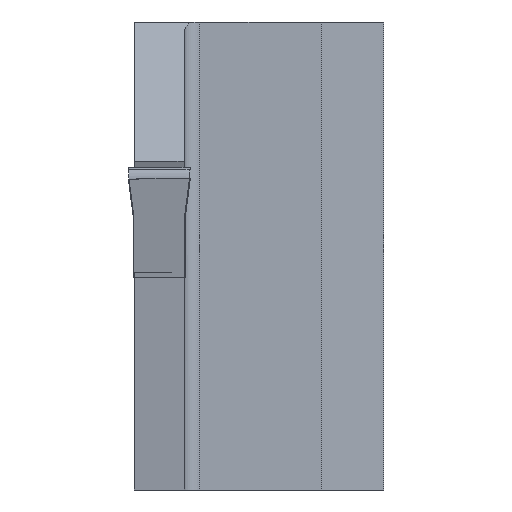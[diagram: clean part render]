
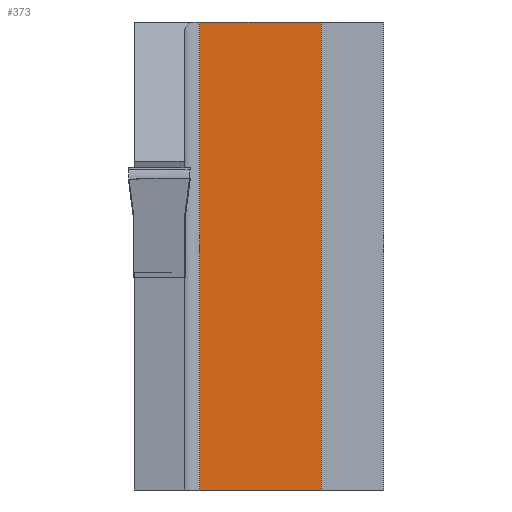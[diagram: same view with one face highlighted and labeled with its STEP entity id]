
A CAD part, left-side view. The second image highlights one B-rep face of the part: STEP entity #373.
In plain terms, the highlighted planar face has unit normal (-1, 0, 0).
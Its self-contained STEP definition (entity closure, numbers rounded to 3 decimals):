
#373=ADVANCED_FACE('',(#447),#414,.F.);
#414=PLANE('',#1126);
#447=FACE_OUTER_BOUND('',#488,.T.);
#488=EDGE_LOOP('',(#579,#580,#581,#582));
#579=ORIENTED_EDGE('',*,*,#864,.F.);
#580=ORIENTED_EDGE('',*,*,#861,.F.);
#581=ORIENTED_EDGE('',*,*,#865,.T.);
#582=ORIENTED_EDGE('',*,*,#858,.T.);
#778=VERTEX_POINT('',#1465);
#779=VERTEX_POINT('',#1467);
#780=VERTEX_POINT('',#1471);
#781=VERTEX_POINT('',#1473);
#858=EDGE_CURVE('',#779,#778,#968,.T.);
#861=EDGE_CURVE('',#780,#781,#969,.T.);
#864=EDGE_CURVE('',#781,#778,#972,.T.);
#865=EDGE_CURVE('',#780,#779,#973,.T.);
#968=LINE('',#1466,#1061);
#969=LINE('',#1472,#1062);
#972=LINE('',#1477,#1065);
#973=LINE('',#1478,#1066);
#1061=VECTOR('',#1227,1.);
#1062=VECTOR('',#1234,1.);
#1065=VECTOR('',#1239,1.);
#1066=VECTOR('',#1240,1.);
#1126=AXIS2_PLACEMENT_3D('',#1479,#1241,#1242);
#1227=DIRECTION('',(0.,-1.,0.));
#1234=DIRECTION('',(0.,-1.,0.));
#1239=DIRECTION('',(0.,0.,-1.));
#1240=DIRECTION('',(0.,0.,-1.));
#1241=DIRECTION('',(1.,0.,0.));
#1242=DIRECTION('',(0.,0.,-1.));
#1465=CARTESIAN_POINT('',(16.,4.,-20.));
#1466=CARTESIAN_POINT('',(16.,0.,-20.));
#1467=CARTESIAN_POINT('',(16.,11.8,-20.));
#1471=CARTESIAN_POINT('',(16.,11.8,10.));
#1472=CARTESIAN_POINT('',(16.,0.,10.));
#1473=CARTESIAN_POINT('',(16.,4.,10.));
#1477=CARTESIAN_POINT('',(16.,4.,0.));
#1478=CARTESIAN_POINT('',(16.,11.8,0.));
#1479=CARTESIAN_POINT('',(16.,0.,0.));
